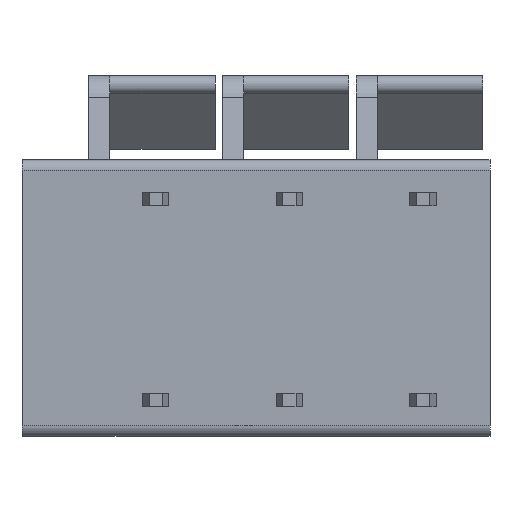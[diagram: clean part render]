
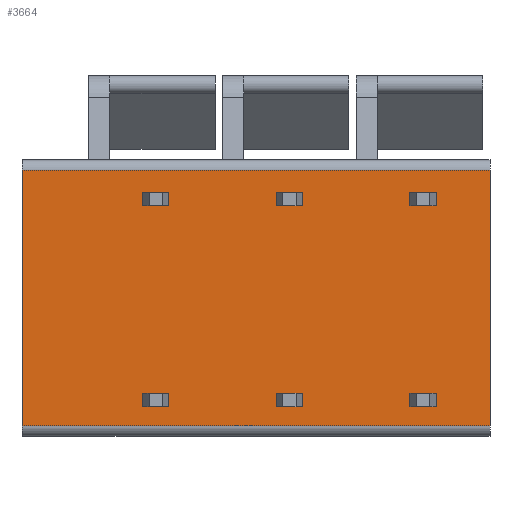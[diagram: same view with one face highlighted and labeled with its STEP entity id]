
A CAD part, left-side view. The second image highlights one B-rep face of the part: STEP entity #3664.
In plain terms, the highlighted planar face has unit normal (-1, 0, 0).
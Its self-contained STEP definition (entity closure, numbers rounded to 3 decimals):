
#925=DIRECTION('',(0.,-1.,0.));
#926=VECTOR('',#925,17.78);
#927=CARTESIAN_POINT('',(0.,2.54,
-10.1));
#928=LINE('',#927,#926);
#945=DIRECTION('',(0.,0.,-1.));
#946=VECTOR('',#945,0.5);
#947=CARTESIAN_POINT('',(0.,-12.2,
-1.25));
#948=LINE('',#947,#946);
#949=DIRECTION('',(0.,-1.,0.));
#950=VECTOR('',#949,1.);
#951=CARTESIAN_POINT('',(0.,-12.2,
-1.75));
#952=LINE('',#951,#950);
#953=DIRECTION('',(0.,0.,1.));
#954=VECTOR('',#953,0.5);
#955=CARTESIAN_POINT('',(0.,-13.2,
-1.75));
#956=LINE('',#955,#954);
#957=DIRECTION('',(0.,1.,0.));
#958=VECTOR('',#957,1.);
#959=CARTESIAN_POINT('',(0.,-13.2,
-1.25));
#960=LINE('',#959,#958);
#961=DIRECTION('',(0.,0.,1.));
#962=VECTOR('',#961,0.5);
#963=CARTESIAN_POINT('',(0.,-13.2,
-9.37));
#964=LINE('',#963,#962);
#965=DIRECTION('',(0.,1.,0.));
#966=VECTOR('',#965,1.);
#967=CARTESIAN_POINT('',(0.,-13.2,
-8.87));
#968=LINE('',#967,#966);
#969=DIRECTION('',(0.,0.,-1.));
#970=VECTOR('',#969,0.5);
#971=CARTESIAN_POINT('',(0.,-12.2,
-8.87));
#972=LINE('',#971,#970);
#973=DIRECTION('',(0.,-1.,0.));
#974=VECTOR('',#973,1.);
#975=CARTESIAN_POINT('',(0.,-12.2,
-9.37));
#976=LINE('',#975,#974);
#977=DIRECTION('',(0.,0.,-1.));
#978=VECTOR('',#977,0.5);
#979=CARTESIAN_POINT('',(0.,-7.12,
-1.25));
#980=LINE('',#979,#978);
#981=DIRECTION('',(0.,-1.,0.));
#982=VECTOR('',#981,1.);
#983=CARTESIAN_POINT('',(0.,-7.12,
-1.75));
#984=LINE('',#983,#982);
#985=DIRECTION('',(0.,0.,1.));
#986=VECTOR('',#985,0.5);
#987=CARTESIAN_POINT('',(0.,-8.12,
-1.75));
#988=LINE('',#987,#986);
#989=DIRECTION('',(0.,1.,0.));
#990=VECTOR('',#989,1.);
#991=CARTESIAN_POINT('',(0.,-8.12,
-1.25));
#992=LINE('',#991,#990);
#993=DIRECTION('',(0.,0.,1.));
#994=VECTOR('',#993,0.5);
#995=CARTESIAN_POINT('',(0.,-8.12,
-9.37));
#996=LINE('',#995,#994);
#997=DIRECTION('',(0.,1.,0.));
#998=VECTOR('',#997,1.);
#999=CARTESIAN_POINT('',(0.,-8.12,
-8.87));
#1000=LINE('',#999,#998);
#1001=DIRECTION('',(0.,0.,-1.));
#1002=VECTOR('',#1001,0.5);
#1003=CARTESIAN_POINT('',(0.,-7.12,
-8.87));
#1004=LINE('',#1003,#1002);
#1005=DIRECTION('',(0.,-1.,0.));
#1006=VECTOR('',#1005,1.);
#1007=CARTESIAN_POINT('',(0.,-7.12,
-9.37));
#1008=LINE('',#1007,#1006);
#1009=DIRECTION('',(0.,0.,1.));
#1010=VECTOR('',#1009,0.5);
#1011=CARTESIAN_POINT('',(0.,-3.04,
-9.37));
#1012=LINE('',#1011,#1010);
#1013=DIRECTION('',(0.,1.,0.));
#1014=VECTOR('',#1013,1.);
#1015=CARTESIAN_POINT('',(0.,-3.04,
-8.87));
#1016=LINE('',#1015,#1014);
#1017=DIRECTION('',(0.,0.,-1.));
#1018=VECTOR('',#1017,0.5);
#1019=CARTESIAN_POINT('',(0.,-2.04,
-8.87));
#1020=LINE('',#1019,#1018);
#1021=DIRECTION('',(0.,-1.,0.));
#1022=VECTOR('',#1021,1.);
#1023=CARTESIAN_POINT('',(0.,-2.04,
-9.37));
#1024=LINE('',#1023,#1022);
#1025=DIRECTION('',(0.,0.,-1.));
#1026=VECTOR('',#1025,0.5);
#1027=CARTESIAN_POINT('',(0.,-2.04,
-1.25));
#1028=LINE('',#1027,#1026);
#1029=DIRECTION('',(0.,-1.,0.));
#1030=VECTOR('',#1029,1.);
#1031=CARTESIAN_POINT('',(0.,-2.04,
-1.75));
#1032=LINE('',#1031,#1030);
#1033=DIRECTION('',(0.,0.,1.));
#1034=VECTOR('',#1033,0.5);
#1035=CARTESIAN_POINT('',(0.,-3.04,
-1.75));
#1036=LINE('',#1035,#1034);
#1037=DIRECTION('',(0.,1.,0.));
#1038=VECTOR('',#1037,1.);
#1039=CARTESIAN_POINT('',(0.,-3.04,
-1.25));
#1040=LINE('',#1039,#1038);
#1041=DIRECTION('',(0.,0.,-1.));
#1042=VECTOR('',#1041,9.7);
#1043=CARTESIAN_POINT('',(0.,-15.24,
-0.4));
#1044=LINE('',#1043,#1042);
#1385=DIRECTION('',(0.,1.,0.));
#1386=VECTOR('',#1385,17.78);
#1387=CARTESIAN_POINT('',(0.,-15.24,
-0.4));
#1388=LINE('',#1387,#1386);
#1450=DIRECTION('',(0.,0.,1.));
#1451=VECTOR('',#1450,9.7);
#1452=CARTESIAN_POINT('',(0.,2.54,
-10.1));
#1453=LINE('',#1452,#1451);
#1637=CARTESIAN_POINT('',(0.,-3.04,
-9.37));
#1638=CARTESIAN_POINT('',(0.,-3.04,
-8.87));
#1639=VERTEX_POINT('',#1637);
#1640=VERTEX_POINT('',#1638);
#1641=CARTESIAN_POINT('',(0.,-2.04,
-8.87));
#1642=VERTEX_POINT('',#1641);
#1643=CARTESIAN_POINT('',(0.,-2.04,
-9.37));
#1644=VERTEX_POINT('',#1643);
#1645=CARTESIAN_POINT('',(0.,-2.04,
-1.25));
#1646=CARTESIAN_POINT('',(0.,-2.04,
-1.75));
#1647=VERTEX_POINT('',#1645);
#1648=VERTEX_POINT('',#1646);
#1649=CARTESIAN_POINT('',(0.,-3.04,
-1.75));
#1650=VERTEX_POINT('',#1649);
#1651=CARTESIAN_POINT('',(0.,-3.04,
-1.25));
#1652=VERTEX_POINT('',#1651);
#1773=CARTESIAN_POINT('',(0.,2.54,
-10.1));
#1774=VERTEX_POINT('',#1773);
#1775=CARTESIAN_POINT('',(0.,2.54,
-0.4));
#1776=VERTEX_POINT('',#1775);
#1859=CARTESIAN_POINT('',(0.,-8.12,
-9.37));
#1860=CARTESIAN_POINT('',(0.,-8.12,
-8.87));
#1861=VERTEX_POINT('',#1859);
#1862=VERTEX_POINT('',#1860);
#1863=CARTESIAN_POINT('',(0.,-7.12,
-8.87));
#1864=VERTEX_POINT('',#1863);
#1865=CARTESIAN_POINT('',(0.,-7.12,
-9.37));
#1866=VERTEX_POINT('',#1865);
#1867=CARTESIAN_POINT('',(0.,-7.12,
-1.25));
#1868=CARTESIAN_POINT('',(0.,-7.12,
-1.75));
#1869=VERTEX_POINT('',#1867);
#1870=VERTEX_POINT('',#1868);
#1871=CARTESIAN_POINT('',(0.,-8.12,
-1.75));
#1872=VERTEX_POINT('',#1871);
#1873=CARTESIAN_POINT('',(0.,-8.12,
-1.25));
#1874=VERTEX_POINT('',#1873);
#2009=CARTESIAN_POINT('',(0.,-15.24,
-0.4));
#2010=CARTESIAN_POINT('',(0.,-15.24,
-10.1));
#2011=VERTEX_POINT('',#2009);
#2012=VERTEX_POINT('',#2010);
#2013=CARTESIAN_POINT('',(0.,-13.2,
-9.37));
#2014=CARTESIAN_POINT('',(0.,-13.2,
-8.87));
#2015=VERTEX_POINT('',#2013);
#2016=VERTEX_POINT('',#2014);
#2017=CARTESIAN_POINT('',(0.,-12.2,
-8.87));
#2018=VERTEX_POINT('',#2017);
#2019=CARTESIAN_POINT('',(0.,-12.2,
-9.37));
#2020=VERTEX_POINT('',#2019);
#2021=CARTESIAN_POINT('',(0.,-12.2,
-1.25));
#2022=CARTESIAN_POINT('',(0.,-12.2,
-1.75));
#2023=VERTEX_POINT('',#2021);
#2024=VERTEX_POINT('',#2022);
#2025=CARTESIAN_POINT('',(0.,-13.2,
-1.75));
#2026=VERTEX_POINT('',#2025);
#2027=CARTESIAN_POINT('',(0.,-13.2,
-1.25));
#2028=VERTEX_POINT('',#2027);
#3590=CARTESIAN_POINT('',(0.,-1.19,
-5.25));
#3591=DIRECTION('',(1.,0.,0.));
#3592=DIRECTION('',(0.,0.,1.));
#3593=AXIS2_PLACEMENT_3D('',#3590,#3591,#3592);
#3594=PLANE('',#3593);
#3596=ORIENTED_EDGE('',*,*,#3595,.F.);
#3598=ORIENTED_EDGE('',*,*,#3597,.T.);
#3599=ORIENTED_EDGE('',*,*,#3577,.F.);
#3601=ORIENTED_EDGE('',*,*,#3600,.T.);
#3602=EDGE_LOOP('',(#3596,#3598,#3599,#3601));
#3603=FACE_OUTER_BOUND('',#3602,.F.);
#3605=ORIENTED_EDGE('',*,*,#3604,.T.);
#3607=ORIENTED_EDGE('',*,*,#3606,.T.);
#3609=ORIENTED_EDGE('',*,*,#3608,.T.);
#3611=ORIENTED_EDGE('',*,*,#3610,.T.);
#3612=EDGE_LOOP('',(#3605,#3607,#3609,#3611));
#3613=FACE_BOUND('',#3612,.F.);
#3615=ORIENTED_EDGE('',*,*,#3614,.T.);
#3617=ORIENTED_EDGE('',*,*,#3616,.T.);
#3619=ORIENTED_EDGE('',*,*,#3618,.T.);
#3621=ORIENTED_EDGE('',*,*,#3620,.T.);
#3622=EDGE_LOOP('',(#3615,#3617,#3619,#3621));
#3623=FACE_BOUND('',#3622,.F.);
#3625=ORIENTED_EDGE('',*,*,#3624,.T.);
#3627=ORIENTED_EDGE('',*,*,#3626,.T.);
#3629=ORIENTED_EDGE('',*,*,#3628,.T.);
#3631=ORIENTED_EDGE('',*,*,#3630,.T.);
#3632=EDGE_LOOP('',(#3625,#3627,#3629,#3631));
#3633=FACE_BOUND('',#3632,.F.);
#3635=ORIENTED_EDGE('',*,*,#3634,.T.);
#3637=ORIENTED_EDGE('',*,*,#3636,.T.);
#3639=ORIENTED_EDGE('',*,*,#3638,.T.);
#3641=ORIENTED_EDGE('',*,*,#3640,.T.);
#3642=EDGE_LOOP('',(#3635,#3637,#3639,#3641));
#3643=FACE_BOUND('',#3642,.F.);
#3645=ORIENTED_EDGE('',*,*,#3644,.T.);
#3647=ORIENTED_EDGE('',*,*,#3646,.T.);
#3649=ORIENTED_EDGE('',*,*,#3648,.T.);
#3651=ORIENTED_EDGE('',*,*,#3650,.T.);
#3652=EDGE_LOOP('',(#3645,#3647,#3649,#3651));
#3653=FACE_BOUND('',#3652,.F.);
#3655=ORIENTED_EDGE('',*,*,#3654,.T.);
#3657=ORIENTED_EDGE('',*,*,#3656,.T.);
#3659=ORIENTED_EDGE('',*,*,#3658,.T.);
#3661=ORIENTED_EDGE('',*,*,#3660,.T.);
#3662=EDGE_LOOP('',(#3655,#3657,#3659,#3661));
#3663=FACE_BOUND('',#3662,.F.);
#3577=EDGE_CURVE('',#1774,#2012,#928,.T.);
#3595=EDGE_CURVE('',#2011,#1776,#1388,.T.);
#3597=EDGE_CURVE('',#2011,#2012,#1044,.T.);
#3600=EDGE_CURVE('',#1774,#1776,#1453,.T.);
#3604=EDGE_CURVE('',#2015,#2016,#964,.T.);
#3606=EDGE_CURVE('',#2016,#2018,#968,.T.);
#3608=EDGE_CURVE('',#2018,#2020,#972,.T.);
#3610=EDGE_CURVE('',#2020,#2015,#976,.T.);
#3614=EDGE_CURVE('',#1869,#1870,#980,.T.);
#3616=EDGE_CURVE('',#1870,#1872,#984,.T.);
#3618=EDGE_CURVE('',#1872,#1874,#988,.T.);
#3620=EDGE_CURVE('',#1874,#1869,#992,.T.);
#3624=EDGE_CURVE('',#1861,#1862,#996,.T.);
#3626=EDGE_CURVE('',#1862,#1864,#1000,.T.);
#3628=EDGE_CURVE('',#1864,#1866,#1004,.T.);
#3630=EDGE_CURVE('',#1866,#1861,#1008,.T.);
#3634=EDGE_CURVE('',#1639,#1640,#1012,.T.);
#3636=EDGE_CURVE('',#1640,#1642,#1016,.T.);
#3638=EDGE_CURVE('',#1642,#1644,#1020,.T.);
#3640=EDGE_CURVE('',#1644,#1639,#1024,.T.);
#3644=EDGE_CURVE('',#1647,#1648,#1028,.T.);
#3646=EDGE_CURVE('',#1648,#1650,#1032,.T.);
#3648=EDGE_CURVE('',#1650,#1652,#1036,.T.);
#3650=EDGE_CURVE('',#1652,#1647,#1040,.T.);
#3654=EDGE_CURVE('',#2023,#2024,#948,.T.);
#3656=EDGE_CURVE('',#2024,#2026,#952,.T.);
#3658=EDGE_CURVE('',#2026,#2028,#956,.T.);
#3660=EDGE_CURVE('',#2028,#2023,#960,.T.);
#3664=ADVANCED_FACE('',(#3603,#3613,#3623,#3633,#3643,#3653,#3663),#3594,.F.);
